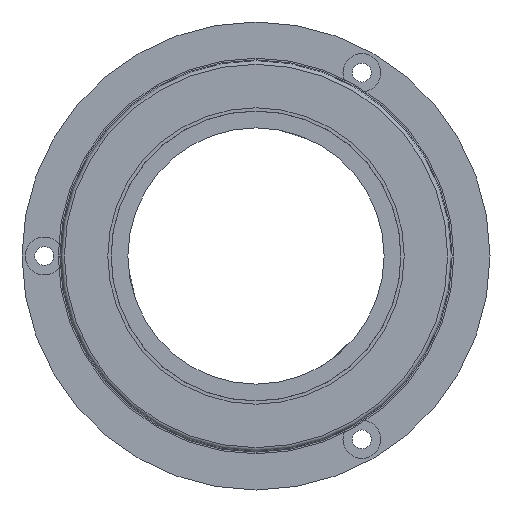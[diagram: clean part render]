
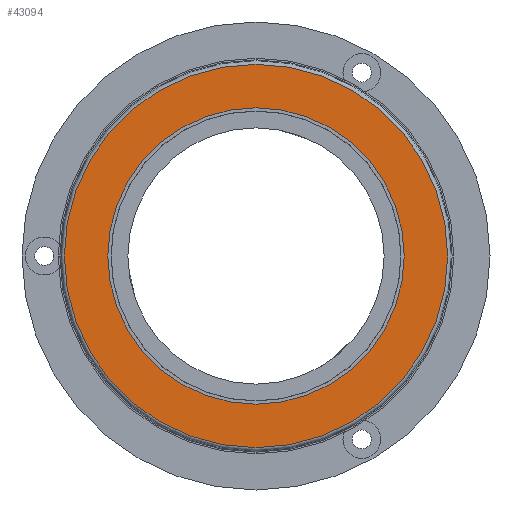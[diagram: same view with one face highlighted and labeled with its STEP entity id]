
A CAD part, left-side view. The second image highlights one B-rep face of the part: STEP entity #43094.
In plain terms, the highlighted planar face has unit normal (-1, 0, 0).
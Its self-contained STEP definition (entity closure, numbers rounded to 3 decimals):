
#2516 = DIRECTION ( 'NONE',  ( 0., -1., 0. ) ) ;
#4320 = EDGE_CURVE ( 'NONE', #27136, #27136, #28768, .T. ) ;
#5203 = AXIS2_PLACEMENT_3D ( 'NONE', #49816, #41366, #2516 ) ;
#7236 = AXIS2_PLACEMENT_3D ( 'NONE', #47502, #46715, #12343 ) ;
#10220 = EDGE_LOOP ( 'NONE', ( #28578 ) ) ;
#10584 = EDGE_LOOP ( 'NONE', ( #25288 ) ) ;
#11805 = DIRECTION ( 'NONE',  ( 0., 1., 0. ) ) ;
#12343 = DIRECTION ( 'NONE',  ( 0., 1., 0. ) ) ;
#23431 = AXIS2_PLACEMENT_3D ( 'NONE', #36838, #54081, #11805 ) ;
#25228 = CIRCLE ( 'NONE', #23431, 13.3 ) ;
#25288 = ORIENTED_EDGE ( 'NONE', *, *, #27731, .T. ) ;
#27136 = VERTEX_POINT ( 'NONE', #48567 ) ;
#27731 = EDGE_CURVE ( 'NONE', #44624, #44624, #25228, .T. ) ;
#28578 = ORIENTED_EDGE ( 'NONE', *, *, #4320, .F. ) ;
#28768 = CIRCLE ( 'NONE', #7236, 17.2 ) ;
#31763 = PLANE ( 'NONE',  #5203 ) ;
#36838 = CARTESIAN_POINT ( 'NONE',  ( -1., 0., 0. ) ) ;
#41366 = DIRECTION ( 'NONE',  ( -1., 0., 0. ) ) ;
#43094 = ADVANCED_FACE ( 'NONE', ( #45886, #54087 ), #31763, .T. ) ;
#44624 = VERTEX_POINT ( 'NONE', #53108 ) ;
#45886 = FACE_BOUND ( 'NONE', #10584, .T. ) ;
#46715 = DIRECTION ( 'NONE',  ( 1., 0., 0. ) ) ;
#47502 = CARTESIAN_POINT ( 'NONE',  ( -1., 0., 0. ) ) ;
#48567 = CARTESIAN_POINT ( 'NONE',  ( -1., 17.2, 0. ) ) ;
#49816 = CARTESIAN_POINT ( 'NONE',  ( -1., 13.3, 0. ) ) ;
#53108 = CARTESIAN_POINT ( 'NONE',  ( -1., 13.3, 0. ) ) ;
#54081 = DIRECTION ( 'NONE',  ( 1., 0., 0. ) ) ;
#54087 = FACE_OUTER_BOUND ( 'NONE', #10220, .T. ) ;
